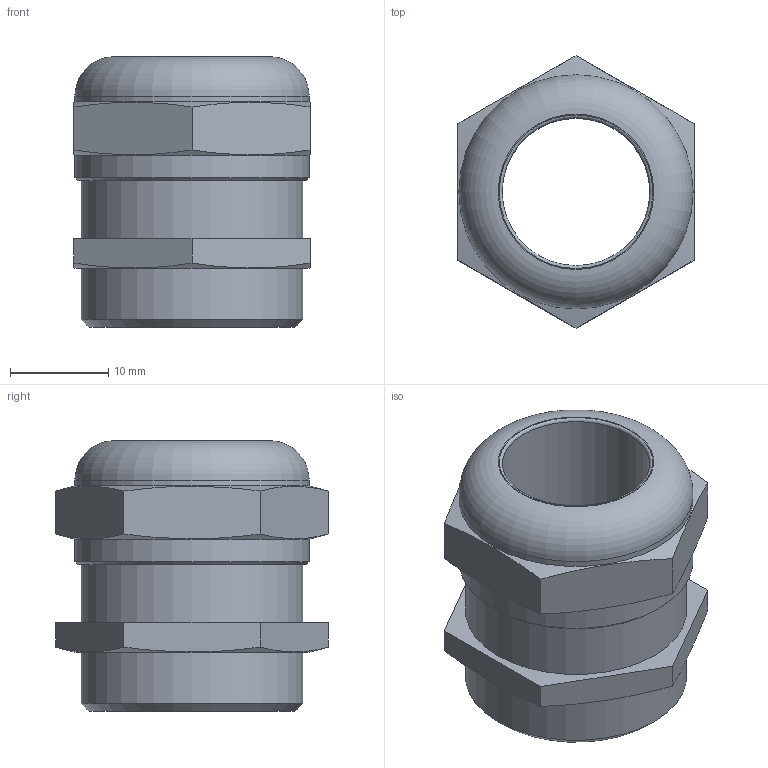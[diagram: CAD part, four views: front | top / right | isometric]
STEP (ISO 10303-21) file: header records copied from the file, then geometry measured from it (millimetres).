
FILE_DESCRIPTION(/* description */ ('STEP AP203'),/* implementation_level */ '2;1');
FILE_NAME(/* name */ '13040500_MSD 16.stp',/* time_stamp */ '2016-01-04T13:08:42+01:00',/* author */ ('arempel'),/* organization */ (''),/* preprocessor_version */ 'ST-DEVELOPER v16.1',/* originating_system */ 'Autodesk Inventor 2016',/* authorisation */ '');
FILE_SCHEMA (('AUTOMOTIVE_DESIGN { 1 0 10303 214 3 1 1 }'));
Length unit declared in the file: millimetre
Products named in the file (1): MSD 16_3Dsym
Bounding box: 24 x 27.71 x 27.5 mm (x, y, z)
Volume: 6976.1 mm3; surface area: 3991.1 mm2
Topology: 1 solids, 1 shells, 66 faces, 169 edges, 111 vertices
Faces by surface type: plane 54, cylinder 5, cone 5, torus 2
Full cylindrical faces by diameter (mm): 15 x1, 22.5 x2, 23.8 x2
Entity records: 1882 total; most frequent: CARTESIAN_POINT 363, ORIENTED_EDGE 306, DIRECTION 284, EDGE_CURVE 153, LINE 120, VECTOR 120, VERTEX_POINT 107, EDGE_LOOP 86
